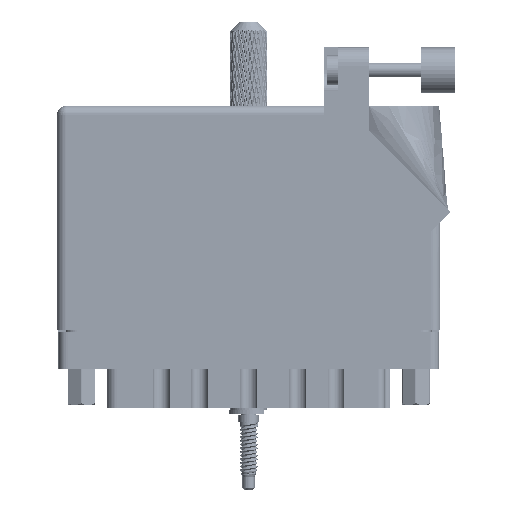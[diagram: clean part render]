
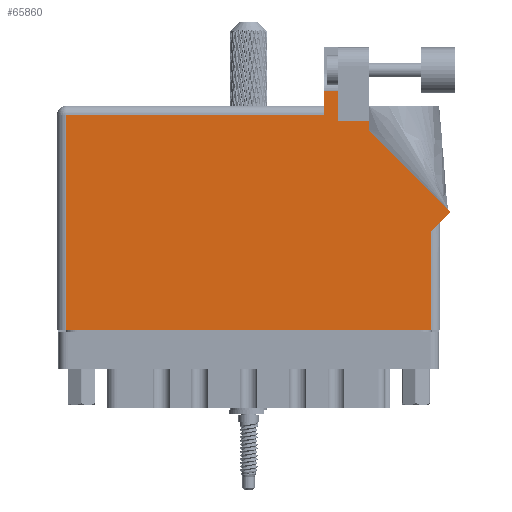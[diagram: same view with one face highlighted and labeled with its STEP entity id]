
A CAD part, front view. The second image highlights one B-rep face of the part: STEP entity #65860.
In plain terms, the highlighted face is planar.
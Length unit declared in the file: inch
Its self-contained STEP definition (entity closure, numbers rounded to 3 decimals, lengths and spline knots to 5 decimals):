
#34 = ORIENTED_EDGE ( 'NONE', *, *, #90330, .T. ) ;
#2275 = EDGE_LOOP ( 'NONE', ( #37038, #51711, #3885, #8411, #34144, #34, #59428, #29625, #54924, #42418, #108788 ) ) ;
#2633 = VERTEX_POINT ( 'NONE', #44516 ) ;
#3224 = VECTOR ( 'NONE', #64535, 39.37008 ) ;
#3885 = ORIENTED_EDGE ( 'NONE', *, *, #50582, .T. ) ;
#3886 = CARTESIAN_POINT ( 'NONE',  ( 2.612, 0.737, 0. ) ) ;
#4661 = VECTOR ( 'NONE', #85819, 39.37008 ) ;
#5637 = CARTESIAN_POINT ( 'NONE',  ( 0.062, 0., 0. ) ) ;
#6729 = VECTOR ( 'NONE', #107424, 39.37008 ) ;
#8411 = ORIENTED_EDGE ( 'NONE', *, *, #83882, .T. ) ;
#9335 = VECTOR ( 'NONE', #10889, 39.37008 ) ;
#10889 = DIRECTION ( 'NONE',  ( 0., 1., 0. ) ) ;
#11841 = AXIS2_PLACEMENT_3D ( 'NONE', #110304, #40583, #32357 ) ;
#12150 = CARTESIAN_POINT ( 'NONE',  ( 2.55, 0., 0. ) ) ;
#17435 = LINE ( 'NONE', #52872, #74789 ) ;
#17832 = EDGE_CURVE ( 'NONE', #2633, #53294, #76350, .T. ) ;
#18882 = VECTOR ( 'NONE', #126411, 39.37008 ) ;
#18890 = CARTESIAN_POINT ( 'NONE',  ( 2.126, 1.43, 0. ) ) ;
#23318 = VECTOR ( 'NONE', #84483, 39.37008 ) ;
#23895 = VECTOR ( 'NONE', #84159, 39.37008 ) ;
#23983 = VERTEX_POINT ( 'NONE', #12150 ) ;
#26671 = CARTESIAN_POINT ( 'NONE',  ( 0., 1.468, 0. ) ) ;
#29625 = ORIENTED_EDGE ( 'NONE', *, *, #61754, .T. ) ;
#30606 = CARTESIAN_POINT ( 'NONE',  ( 1.913, 1.6315, 0. ) ) ;
#31674 = CARTESIAN_POINT ( 'NONE',  ( 1.913, 1.43, 0. ) ) ;
#32357 = DIRECTION ( 'NONE',  ( -1., 0., 0. ) ) ;
#33785 = CARTESIAN_POINT ( 'NONE',  ( 0., 0., 0. ) ) ;
#34144 = ORIENTED_EDGE ( 'NONE', *, *, #68449, .T. ) ;
#35090 = CARTESIAN_POINT ( 'NONE',  ( 1.819, 1.53, 0. ) ) ;
#35136 = CARTESIAN_POINT ( 'NONE',  ( 0.062, 1.468, 0. ) ) ;
#36421 = CARTESIAN_POINT ( 'NONE',  ( 2.68271, 0.80771, 0. ) ) ;
#37038 = ORIENTED_EDGE ( 'NONE', *, *, #119690, .T. ) ;
#37220 = VERTEX_POINT ( 'NONE', #114561 ) ;
#40583 = DIRECTION ( 'NONE',  ( 0., 0., -1. ) ) ;
#42418 = ORIENTED_EDGE ( 'NONE', *, *, #17832, .T. ) ;
#44506 = DIRECTION ( 'NONE',  ( 0., 1., 0. ) ) ;
#44516 = CARTESIAN_POINT ( 'NONE',  ( 2.126, 1.36442, 0. ) ) ;
#46009 = CARTESIAN_POINT ( 'NONE',  ( 1.819, 1.6315, 0. ) ) ;
#47786 = VERTEX_POINT ( 'NONE', #66091 ) ;
#49427 = EDGE_CURVE ( 'NONE', #53294, #83800, #59177, .T. ) ;
#49696 = LINE ( 'NONE', #33785, #23318 ) ;
#50582 = EDGE_CURVE ( 'NONE', #72962, #84812, #119408, .T. ) ;
#51711 = ORIENTED_EDGE ( 'NONE', *, *, #57287, .T. ) ;
#52872 = CARTESIAN_POINT ( 'NONE',  ( 0.062, 0., 0. ) ) ;
#52927 = VECTOR ( 'NONE', #73297, 39.37008 ) ;
#53294 = VERTEX_POINT ( 'NONE', #18890 ) ;
#54924 = ORIENTED_EDGE ( 'NONE', *, *, #125968, .T. ) ;
#55027 = CARTESIAN_POINT ( 'NONE',  ( 1.819, 1.468, 0. ) ) ;
#57287 = EDGE_CURVE ( 'NONE', #73663, #72962, #87144, .T. ) ;
#59177 = LINE ( 'NONE', #65820, #18882 ) ;
#59428 = ORIENTED_EDGE ( 'NONE', *, *, #103655, .T. ) ;
#61477 = VECTOR ( 'NONE', #96007, 39.37008 ) ;
#61754 = EDGE_CURVE ( 'NONE', #37220, #47786, #111522, .T. ) ;
#64535 = DIRECTION ( 'NONE',  ( 0., -1., 0. ) ) ;
#65820 = CARTESIAN_POINT ( 'NONE',  ( 2.126, 1.43, 0. ) ) ;
#65860 = ADVANCED_FACE ( 'NONE', ( #72140 ), #81338, .F. ) ;
#66091 = CARTESIAN_POINT ( 'NONE',  ( 2.68271, 0.80771, 0. ) ) ;
#68449 = EDGE_CURVE ( 'NONE', #79638, #74580, #17435, .T. ) ;
#69183 = LINE ( 'NONE', #26671, #61477 ) ;
#72140 = FACE_OUTER_BOUND ( 'NONE', #2275, .T. ) ;
#72862 = CARTESIAN_POINT ( 'NONE',  ( 2.24377, 1.6315, 0. ) ) ;
#72962 = VERTEX_POINT ( 'NONE', #46009 ) ;
#73297 = DIRECTION ( 'NONE',  ( -1., 0., 0. ) ) ;
#73663 = VERTEX_POINT ( 'NONE', #30606 ) ;
#74580 = VERTEX_POINT ( 'NONE', #5637 ) ;
#74789 = VECTOR ( 'NONE', #113061, 39.37008 ) ;
#76350 = LINE ( 'NONE', #123760, #79497 ) ;
#79497 = VECTOR ( 'NONE', #44506, 39.37008 ) ;
#79638 = VERTEX_POINT ( 'NONE', #35136 ) ;
#81338 = PLANE ( 'NONE',  #11841 ) ;
#83070 = CARTESIAN_POINT ( 'NONE',  ( 1.913, 1.43, 0. ) ) ;
#83800 = VERTEX_POINT ( 'NONE', #83070 ) ;
#83882 = EDGE_CURVE ( 'NONE', #84812, #79638, #69183, .T. ) ;
#84159 = DIRECTION ( 'NONE',  ( 0., 1., 0. ) ) ;
#84483 = DIRECTION ( 'NONE',  ( 1., 0., 0. ) ) ;
#84812 = VERTEX_POINT ( 'NONE', #55027 ) ;
#85819 = DIRECTION ( 'NONE',  ( 0.707, 0.707, 0. ) ) ;
#87144 = LINE ( 'NONE', #72862, #52927 ) ;
#90330 = EDGE_CURVE ( 'NONE', #74580, #23983, #49696, .T. ) ;
#93253 = CARTESIAN_POINT ( 'NONE',  ( 2.55, 0.737, 0. ) ) ;
#96007 = DIRECTION ( 'NONE',  ( -1., 0., 0. ) ) ;
#99884 = LINE ( 'NONE', #93253, #23895 ) ;
#100819 = LINE ( 'NONE', #31674, #9335 ) ;
#103655 = EDGE_CURVE ( 'NONE', #23983, #37220, #99884, .T. ) ;
#107424 = DIRECTION ( 'NONE',  ( -0.707, 0.707, 0. ) ) ;
#108788 = ORIENTED_EDGE ( 'NONE', *, *, #49427, .T. ) ;
#110304 = CARTESIAN_POINT ( 'NONE',  ( 0., 1.53, 0. ) ) ;
#111522 = LINE ( 'NONE', #3886, #4661 ) ;
#113061 = DIRECTION ( 'NONE',  ( 0., -1., 0. ) ) ;
#114561 = CARTESIAN_POINT ( 'NONE',  ( 2.55, 0.675, 0. ) ) ;
#116801 = LINE ( 'NONE', #36421, #6729 ) ;
#119408 = LINE ( 'NONE', #35090, #3224 ) ;
#119690 = EDGE_CURVE ( 'NONE', #83800, #73663, #100819, .T. ) ;
#123760 = CARTESIAN_POINT ( 'NONE',  ( 2.126, 1.36442, 0. ) ) ;
#125968 = EDGE_CURVE ( 'NONE', #47786, #2633, #116801, .T. ) ;
#126411 = DIRECTION ( 'NONE',  ( -1., 0., 0. ) ) ;
